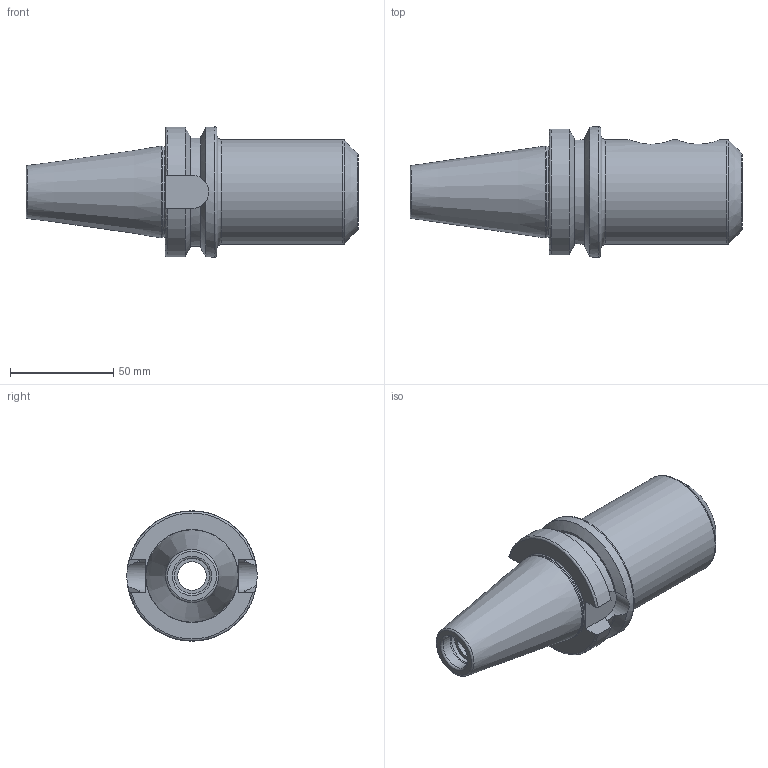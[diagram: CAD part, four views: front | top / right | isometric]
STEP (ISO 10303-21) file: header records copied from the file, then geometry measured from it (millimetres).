
FILE_DESCRIPTION(/* description */ (''),/* implementation_level */ '2;1');
FILE_NAME(/* name */ 'AH014B25.stp',/* time_stamp */ '2022-10-11T11:04:25+09:00',/* author */ ('YSH'),/* organization */ (''),/* preprocessor_version */ 'ST-DEVELOPER v18.1',/* originating_system */ 'Autodesk Inventor 2022',/* authorisation */ '');
FILE_SCHEMA (('AUTOMOTIVE_DESIGN { 1 0 10303 214 3 1 1 }'));
Length unit declared in the file: millimetre
Products named in the file (1): LO-BT40-EMH25.4-95.25
Bounding box: 160.65 x 63 x 63 mm (x, y, z)
Volume: 194686.8 mm3; surface area: 40059.9 mm2
Topology: 1 solids, 1 shells, 55 faces, 137 edges, 90 vertices
Faces by surface type: plane 18, cylinder 16, torus 10, cone 9, bspline 2
Full cylindrical faces by diameter (mm): 13.835 x1, 17 x1, 17.323 x2, 17.6 x1, 25.4 x1, 26.6 x1, 44 x1, 50.8 x1, 63 x1
Entity records: 2220 total; most frequent: CARTESIAN_POINT 850, DIRECTION 281, ORIENTED_EDGE 274, EDGE_CURVE 137, AXIS2_PLACEMENT_3D 117, VERTEX_POINT 90, EDGE_LOOP 67, CIRCLE 63
